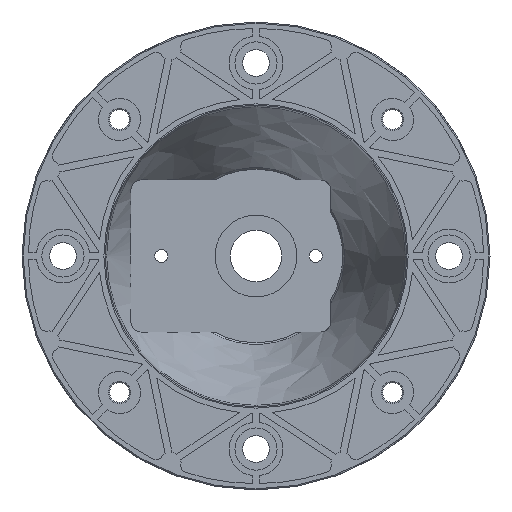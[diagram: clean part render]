
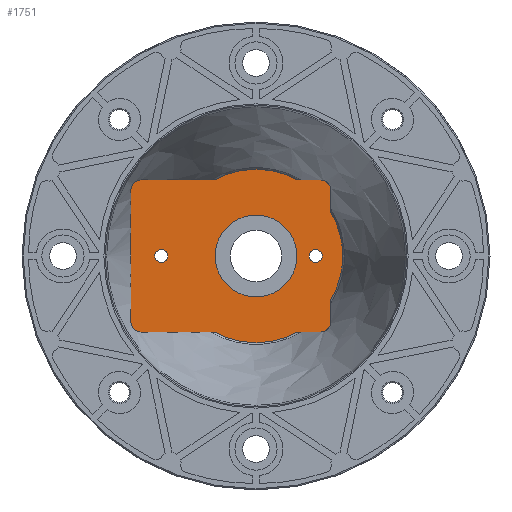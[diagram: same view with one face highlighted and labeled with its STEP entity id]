
A CAD part, left-side view. The second image highlights one B-rep face of the part: STEP entity #1751.
In plain terms, the highlighted planar face has unit normal (-1, 0, 0).
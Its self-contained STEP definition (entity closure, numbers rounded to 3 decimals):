
#1325=CARTESIAN_POINT('',(1.735,-171.986,8.01));
#1326=VERTEX_POINT('',#1325);
#1335=CARTESIAN_POINT('',(1.735,-171.986,17.272));
#1336=VERTEX_POINT('',#1335);
#1343=CARTESIAN_POINT('',(1.735,-171.986,8.01));
#1344=DIRECTION('',(0.0,0.0,1.0));
#1345=VECTOR('',#1344,9.262);
#1346=LINE('',#1343,#1345);
#1347=EDGE_CURVE('',#1326,#1336,#1346,.T.);
#1359=CARTESIAN_POINT('',(1.735,-167.486,21.772));
#1360=VERTEX_POINT('',#1359);
#1367=CARTESIAN_POINT('',(1.735,-167.486,17.272));
#1368=DIRECTION('',(-1.0,0.,0.0));
#1369=DIRECTION('',(0.0,0.0,1.0));
#1370=AXIS2_PLACEMENT_3D('',#1367,#1368,#1369);
#1371=CIRCLE('',#1370,4.5);
#1372=EDGE_CURVE('',#1336,#1360,#1371,.T.);
#1385=CARTESIAN_POINT('',(1.735,-157.843,21.772));
#1386=VERTEX_POINT('',#1385);
#1393=CARTESIAN_POINT('',(1.735,-167.486,21.772));
#1394=DIRECTION('',(0.0,1.0,0.0));
#1395=VECTOR('',#1394,9.644);
#1396=LINE('',#1393,#1395);
#1397=EDGE_CURVE('',#1360,#1386,#1396,.T.);
#1409=CARTESIAN_POINT('',(1.735,-122.13,21.772));
#1410=VERTEX_POINT('',#1409);
#1417=CARTESIAN_POINT('',(1.735,-139.986,-10.728));
#1418=DIRECTION('',(-1.0,0.,0.0));
#1419=DIRECTION('',(0.0,0.0,1.0));
#1420=AXIS2_PLACEMENT_3D('',#1417,#1418,#1419);
#1421=CIRCLE('',#1420,37.082);
#1422=EDGE_CURVE('',#1386,#1410,#1421,.T.);
#1435=CARTESIAN_POINT('',(1.735,-90.986,21.772));
#1436=VERTEX_POINT('',#1435);
#1443=CARTESIAN_POINT('',(1.735,-122.13,21.772));
#1444=DIRECTION('',(0.0,1.0,0.0));
#1445=VECTOR('',#1444,31.144);
#1446=LINE('',#1443,#1445);
#1447=EDGE_CURVE('',#1410,#1436,#1446,.T.);
#1459=CARTESIAN_POINT('',(1.735,-86.486,17.272));
#1460=VERTEX_POINT('',#1459);
#1467=CARTESIAN_POINT('',(1.735,-90.986,17.272));
#1468=DIRECTION('',(-1.0,0.,0.0));
#1469=DIRECTION('',(0.0,0.0,1.0));
#1470=AXIS2_PLACEMENT_3D('',#1467,#1468,#1469);
#1471=CIRCLE('',#1470,4.5);
#1472=EDGE_CURVE('',#1436,#1460,#1471,.T.);
#1485=CARTESIAN_POINT('',(1.735,-86.486,-38.728));
#1486=VERTEX_POINT('',#1485);
#1493=CARTESIAN_POINT('',(1.735,-86.486,17.272));
#1494=DIRECTION('',(0.0,0.0,-1.0));
#1495=VECTOR('',#1494,56.0);
#1496=LINE('',#1493,#1495);
#1497=EDGE_CURVE('',#1460,#1486,#1496,.T.);
#1509=CARTESIAN_POINT('',(1.735,-90.986,-43.228));
#1510=VERTEX_POINT('',#1509);
#1517=CARTESIAN_POINT('',(1.735,-90.986,-38.728));
#1518=DIRECTION('',(-1.0,0.,0.0));
#1519=DIRECTION('',(0.0,0.0,1.0));
#1520=AXIS2_PLACEMENT_3D('',#1517,#1518,#1519);
#1521=CIRCLE('',#1520,4.5);
#1522=EDGE_CURVE('',#1486,#1510,#1521,.T.);
#1535=CARTESIAN_POINT('',(1.735,-122.13,-43.228));
#1536=VERTEX_POINT('',#1535);
#1543=CARTESIAN_POINT('',(1.735,-90.986,-43.228));
#1544=DIRECTION('',(0.0,-1.0,0.0));
#1545=VECTOR('',#1544,31.144);
#1546=LINE('',#1543,#1545);
#1547=EDGE_CURVE('',#1510,#1536,#1546,.T.);
#1559=CARTESIAN_POINT('',(1.735,-157.843,-43.228));
#1560=VERTEX_POINT('',#1559);
#1567=CARTESIAN_POINT('',(1.735,-139.986,-10.728));
#1568=DIRECTION('',(-1.0,0.,0.0));
#1569=DIRECTION('',(0.0,0.0,1.0));
#1570=AXIS2_PLACEMENT_3D('',#1567,#1568,#1569);
#1571=CIRCLE('',#1570,37.082);
#1572=EDGE_CURVE('',#1536,#1560,#1571,.T.);
#1585=CARTESIAN_POINT('',(1.735,-167.486,-43.228));
#1586=VERTEX_POINT('',#1585);
#1593=CARTESIAN_POINT('',(1.735,-157.843,-43.228));
#1594=DIRECTION('',(0.0,-1.0,0.0));
#1595=VECTOR('',#1594,9.644);
#1596=LINE('',#1593,#1595);
#1597=EDGE_CURVE('',#1560,#1586,#1596,.T.);
#1609=CARTESIAN_POINT('',(1.735,-171.986,-38.728));
#1610=VERTEX_POINT('',#1609);
#1617=CARTESIAN_POINT('',(1.735,-167.486,-38.728));
#1618=DIRECTION('',(-1.0,0.,0.0));
#1619=DIRECTION('',(0.0,0.0,1.0));
#1620=AXIS2_PLACEMENT_3D('',#1617,#1618,#1619);
#1621=CIRCLE('',#1620,4.5);
#1622=EDGE_CURVE('',#1586,#1610,#1621,.T.);
#1635=CARTESIAN_POINT('',(1.735,-171.986,-29.466));
#1636=VERTEX_POINT('',#1635);
#1643=CARTESIAN_POINT('',(1.735,-171.986,-38.728));
#1644=DIRECTION('',(0.0,0.0,1.0));
#1645=VECTOR('',#1644,9.262);
#1646=LINE('',#1643,#1645);
#1647=EDGE_CURVE('',#1610,#1636,#1646,.T.);
#1660=CARTESIAN_POINT('',(1.735,-139.986,-10.728));
#1661=DIRECTION('',(-1.0,0.,0.0));
#1662=DIRECTION('',(0.0,0.0,1.0));
#1663=AXIS2_PLACEMENT_3D('',#1660,#1661,#1662);
#1664=CIRCLE('',#1663,37.082);
#1665=EDGE_CURVE('',#1636,#1326,#1664,.T.);
#1670=CARTESIAN_POINT('',(1.735,-86.475,-47.821));
#1671=DIRECTION('',(1.0,0.0,0.0));
#1672=DIRECTION('',(0.0,0.0,1.0));
#1673=AXIS2_PLACEMENT_3D('',#1670,#1671,#1672);
#1674=PLANE('',#1673);
#1675=ORIENTED_EDGE('',*,*,#1597,.T.);
#1676=ORIENTED_EDGE('',*,*,#1622,.T.);
#1677=ORIENTED_EDGE('',*,*,#1647,.T.);
#1678=ORIENTED_EDGE('',*,*,#1665,.T.);
#1679=ORIENTED_EDGE('',*,*,#1347,.T.);
#1680=ORIENTED_EDGE('',*,*,#1372,.T.);
#1681=ORIENTED_EDGE('',*,*,#1397,.T.);
#1682=ORIENTED_EDGE('',*,*,#1422,.T.);
#1683=ORIENTED_EDGE('',*,*,#1447,.T.);
#1684=ORIENTED_EDGE('',*,*,#1472,.T.);
#1685=ORIENTED_EDGE('',*,*,#1497,.T.);
#1686=ORIENTED_EDGE('',*,*,#1522,.T.);
#1687=ORIENTED_EDGE('',*,*,#1547,.T.);
#1688=ORIENTED_EDGE('',*,*,#1572,.T.);
#1689=EDGE_LOOP('',(#1675,#1676,#1677,#1678,#1679,#1680,#1681,#1682,#1683,#1684,#1685,#1686,#1687,#1688));
#1690=FACE_OUTER_BOUND('',#1689,.T.);
#1691=CARTESIAN_POINT('',(1.735,-152.361,-23.102));
#1692=VERTEX_POINT('',#1691);
#1693=CARTESIAN_POINT('',(1.735,-127.612,1.646));
#1694=VERTEX_POINT('',#1693);
#1695=CARTESIAN_POINT('',(1.735,-139.986,-10.728));
#1696=DIRECTION('',(-1.0,0.,0.));
#1697=DIRECTION('',(0.,0.707,0.707));
#1698=AXIS2_PLACEMENT_3D('',#1695,#1696,#1697);
#1699=CIRCLE('',#1698,17.5);
#1700=EDGE_CURVE('',#1692,#1694,#1699,.T.);
#1701=ORIENTED_EDGE('',*,*,#1700,.F.);
#1702=CARTESIAN_POINT('',(1.735,-139.986,-10.728));
#1703=DIRECTION('',(-1.0,0.,0.));
#1704=DIRECTION('',(0.,0.707,0.707));
#1705=AXIS2_PLACEMENT_3D('',#1702,#1703,#1704);
#1706=CIRCLE('',#1705,17.5);
#1707=EDGE_CURVE('',#1694,#1692,#1706,.T.);
#1708=ORIENTED_EDGE('',*,*,#1707,.F.);
#1709=EDGE_LOOP('',(#1701,#1708));
#1710=FACE_BOUND('',#1709,.T.);
#1711=CARTESIAN_POINT('',(1.735,-99.486,-7.978));
#1712=VERTEX_POINT('',#1711);
#1713=CARTESIAN_POINT('',(1.735,-99.486,-13.478));
#1714=VERTEX_POINT('',#1713);
#1715=CARTESIAN_POINT('',(1.735,-99.486,-10.728));
#1716=DIRECTION('',(1.0,0.,0.0));
#1717=DIRECTION('',(0.0,0.0,1.0));
#1718=AXIS2_PLACEMENT_3D('',#1715,#1716,#1717);
#1719=CIRCLE('',#1718,2.75);
#1720=EDGE_CURVE('',#1712,#1714,#1719,.T.);
#1721=ORIENTED_EDGE('',*,*,#1720,.T.);
#1722=CARTESIAN_POINT('',(1.735,-99.486,-10.728));
#1723=DIRECTION('',(1.0,0.,0.0));
#1724=DIRECTION('',(0.0,0.0,1.0));
#1725=AXIS2_PLACEMENT_3D('',#1722,#1723,#1724);
#1726=CIRCLE('',#1725,2.75);
#1727=EDGE_CURVE('',#1714,#1712,#1726,.T.);
#1728=ORIENTED_EDGE('',*,*,#1727,.T.);
#1729=EDGE_LOOP('',(#1721,#1728));
#1730=FACE_BOUND('',#1729,.T.);
#1731=CARTESIAN_POINT('',(1.735,-165.486,-7.978));
#1732=VERTEX_POINT('',#1731);
#1733=CARTESIAN_POINT('',(1.735,-165.486,-13.478));
#1734=VERTEX_POINT('',#1733);
#1735=CARTESIAN_POINT('',(1.735,-165.486,-10.728));
#1736=DIRECTION('',(1.0,0.,0.0));
#1737=DIRECTION('',(0.0,0.0,1.0));
#1738=AXIS2_PLACEMENT_3D('',#1735,#1736,#1737);
#1739=CIRCLE('',#1738,2.75);
#1740=EDGE_CURVE('',#1732,#1734,#1739,.T.);
#1741=ORIENTED_EDGE('',*,*,#1740,.T.);
#1742=CARTESIAN_POINT('',(1.735,-165.486,-10.728));
#1743=DIRECTION('',(1.0,0.,0.0));
#1744=DIRECTION('',(0.0,0.0,1.0));
#1745=AXIS2_PLACEMENT_3D('',#1742,#1743,#1744);
#1746=CIRCLE('',#1745,2.75);
#1747=EDGE_CURVE('',#1734,#1732,#1746,.T.);
#1748=ORIENTED_EDGE('',*,*,#1747,.T.);
#1749=EDGE_LOOP('',(#1741,#1748));
#1750=FACE_BOUND('',#1749,.T.);
#1751=ADVANCED_FACE('',(#1690,#1710,#1730,#1750),#1674,.F.);
